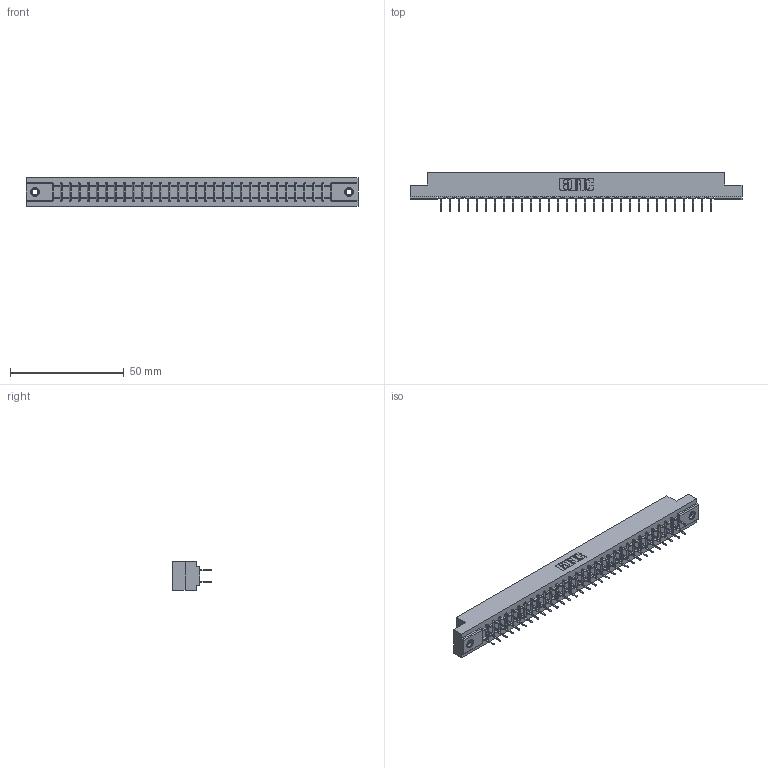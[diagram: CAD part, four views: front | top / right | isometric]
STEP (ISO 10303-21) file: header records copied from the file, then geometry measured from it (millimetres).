
FILE_DESCRIPTION (( 'STEP AP203' ), '1' );
FILE_NAME ('307-062-524-207.STEP', '2019-09-06T16:02:14', ( '' ), ( '' ), 'SwSTEP 2.0', 'SolidWorks 2016', '' );
FILE_SCHEMA (( 'CONFIG_CONTROL_DESIGN' ));
Length unit declared in the file: inch
Products named in the file (4): 307-290-001_524; 345-250-001_345-250-005-103; 307 Part_.156 Dia Mounting Holes; 307-062-524-207
Assembly tree (65 placements, depth 2):
  307-062-524-207
    307 Part_.156 Dia Mounting Holes
    307-290-001_524  x62
    345-250-001_345-250-005-103  x2
Bounding box: 145.85 x 17.42 x 12.7 mm (x, y, z)
Volume: 15397.6 mm3; surface area: 18439.2 mm2
Topology: 65 solids, 65 shells, 3062 faces, 8519 edges, 5502 vertices
Faces by surface type: plane 2024, cylinder 958, sphere 64, cone 12, torus 4
Entity records: 30077 total; most frequent: CARTESIAN_POINT 4906, ORIENTED_EDGE 4854, DIRECTION 4819, EDGE_CURVE 2427, VECTOR 1857, LINE 1857, VERTEX_POINT 1568, AXIS2_PLACEMENT_3D 1481
